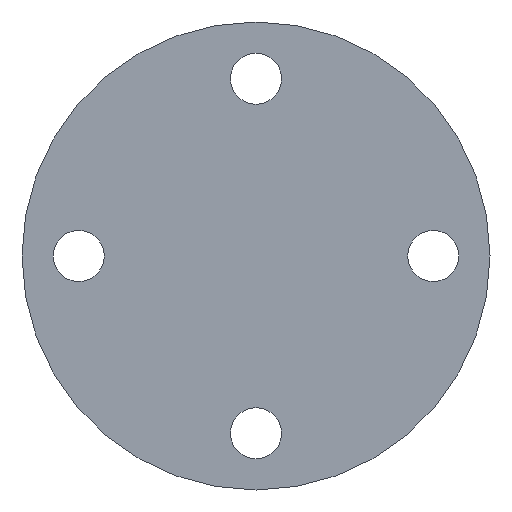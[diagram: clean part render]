
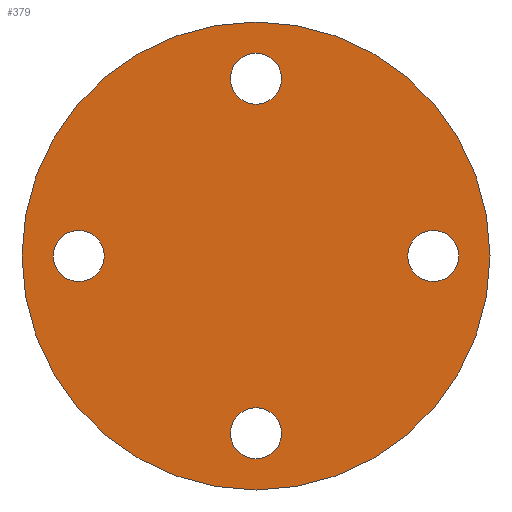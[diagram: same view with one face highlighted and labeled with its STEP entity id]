
A CAD part, front view. The second image highlights one B-rep face of the part: STEP entity #379.
In plain terms, the highlighted planar face has unit normal (0, -1, 0).
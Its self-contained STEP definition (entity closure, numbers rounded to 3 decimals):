
#8 = FACE_BOUND ( 'NONE', #230, .T. ) ;
#13 = FACE_BOUND ( 'NONE', #325, .T. ) ;
#18 = VERTEX_POINT ( 'NONE', #569 ) ;
#19 = DIRECTION ( 'NONE',  ( 0., 1., 0. ) ) ;
#25 = AXIS2_PLACEMENT_3D ( 'NONE', #73, #218, #130 ) ;
#26 = DIRECTION ( 'NONE',  ( 0., 0., 1. ) ) ;
#27 = CARTESIAN_POINT ( 'NONE',  ( 62.5, 0., 0. ) ) ;
#28 = CARTESIAN_POINT ( 'NONE',  ( 0., 0., -71.5 ) ) ;
#30 = CARTESIAN_POINT ( 'NONE',  ( -62.5, 0., 9. ) ) ;
#46 = AXIS2_PLACEMENT_3D ( 'NONE', #27, #413, #516 ) ;
#58 = DIRECTION ( 'NONE',  ( 0., 0., 1. ) ) ;
#60 = DIRECTION ( 'NONE',  ( 0., 1., 0. ) ) ;
#65 = VERTEX_POINT ( 'NONE', #30 ) ;
#67 = ORIENTED_EDGE ( 'NONE', *, *, #624, .F. ) ;
#69 = VERTEX_POINT ( 'NONE', #369 ) ;
#70 = CARTESIAN_POINT ( 'NONE',  ( 0., 0., 62.5 ) ) ;
#73 = CARTESIAN_POINT ( 'NONE',  ( 0., 0., 0. ) ) ;
#86 = DIRECTION ( 'NONE',  ( 0., 0., 1. ) ) ;
#89 = EDGE_CURVE ( 'NONE', #18, #542, #303, .T. ) ;
#103 = EDGE_LOOP ( 'NONE', ( #570, #281 ) ) ;
#111 = CARTESIAN_POINT ( 'NONE',  ( 0., 0., 62.5 ) ) ;
#130 = DIRECTION ( 'NONE',  ( 0., 0., 1. ) ) ;
#131 = ORIENTED_EDGE ( 'NONE', *, *, #475, .T. ) ;
#133 = EDGE_CURVE ( 'NONE', #488, #476, #593, .T. ) ;
#149 = CIRCLE ( 'NONE', #502, 82.5 ) ;
#159 = ORIENTED_EDGE ( 'NONE', *, *, #547, .T. ) ;
#169 = CIRCLE ( 'NONE', #324, 9. ) ;
#199 = DIRECTION ( 'NONE',  ( 0., 1., 0. ) ) ;
#202 = CIRCLE ( 'NONE', #543, 9. ) ;
#208 = ORIENTED_EDGE ( 'NONE', *, *, #89, .F. ) ;
#209 = CARTESIAN_POINT ( 'NONE',  ( 62.5, 0., -9. ) ) ;
#210 = EDGE_CURVE ( 'NONE', #476, #488, #202, .T. ) ;
#212 = PLANE ( 'NONE',  #432 ) ;
#218 = DIRECTION ( 'NONE',  ( 0., 1., 0. ) ) ;
#227 = CARTESIAN_POINT ( 'NONE',  ( -62.5, 0., -9. ) ) ;
#230 = EDGE_LOOP ( 'NONE', ( #283, #262 ) ) ;
#231 = DIRECTION ( 'NONE',  ( 0., 0., 1. ) ) ;
#235 = AXIS2_PLACEMENT_3D ( 'NONE', #456, #617, #231 ) ;
#237 = DIRECTION ( 'NONE',  ( 0., 1., 0. ) ) ;
#246 = CARTESIAN_POINT ( 'NONE',  ( 62.5, 0., 0. ) ) ;
#256 = FACE_OUTER_BOUND ( 'NONE', #320, .T. ) ;
#258 = DIRECTION ( 'NONE',  ( 0., 0., 1. ) ) ;
#260 = DIRECTION ( 'NONE',  ( 0., 1., 0. ) ) ;
#262 = ORIENTED_EDGE ( 'NONE', *, *, #312, .T. ) ;
#273 = CIRCLE ( 'NONE', #626, 9. ) ;
#278 = DIRECTION ( 'NONE',  ( 0., 1., 0. ) ) ;
#281 = ORIENTED_EDGE ( 'NONE', *, *, #210, .T. ) ;
#282 = CARTESIAN_POINT ( 'NONE',  ( 0., 0., -62.5 ) ) ;
#283 = ORIENTED_EDGE ( 'NONE', *, *, #586, .T. ) ;
#297 = DIRECTION ( 'NONE',  ( 0., 0., 1. ) ) ;
#303 = CIRCLE ( 'NONE', #25, 82.5 ) ;
#308 = CARTESIAN_POINT ( 'NONE',  ( 62.5, 0., 9. ) ) ;
#312 = EDGE_CURVE ( 'NONE', #564, #65, #523, .T. ) ;
#320 = EDGE_LOOP ( 'NONE', ( #67, #208 ) ) ;
#324 = AXIS2_PLACEMENT_3D ( 'NONE', #111, #260, #258 ) ;
#325 = EDGE_LOOP ( 'NONE', ( #375, #466 ) ) ;
#326 = CARTESIAN_POINT ( 'NONE',  ( 0., 0., 53.5 ) ) ;
#351 = EDGE_CURVE ( 'NONE', #540, #355, #273, .T. ) ;
#355 = VERTEX_POINT ( 'NONE', #478 ) ;
#369 = CARTESIAN_POINT ( 'NONE',  ( 0., 0., 71.5 ) ) ;
#374 = AXIS2_PLACEMENT_3D ( 'NONE', #70, #19, #26 ) ;
#375 = ORIENTED_EDGE ( 'NONE', *, *, #469, .T. ) ;
#379 = ADVANCED_FACE ( 'NONE', ( #529, #587, #8, #13, #256 ), #212, .F. ) ;
#380 = DIRECTION ( 'NONE',  ( 0., 0., 1. ) ) ;
#411 = DIRECTION ( 'NONE',  ( 0., 0., 1. ) ) ;
#412 = AXIS2_PLACEMENT_3D ( 'NONE', #446, #60, #58 ) ;
#413 = DIRECTION ( 'NONE',  ( 0., 1., 0. ) ) ;
#432 = AXIS2_PLACEMENT_3D ( 'NONE', #494, #537, #297 ) ;
#446 = CARTESIAN_POINT ( 'NONE',  ( 0., 0., -62.5 ) ) ;
#456 = CARTESIAN_POINT ( 'NONE',  ( -62.5, 0., 0. ) ) ;
#459 = AXIS2_PLACEMENT_3D ( 'NONE', #472, #481, #380 ) ;
#460 = CARTESIAN_POINT ( 'NONE',  ( 0., 0., -82.5 ) ) ;
#466 = ORIENTED_EDGE ( 'NONE', *, *, #351, .T. ) ;
#469 = EDGE_CURVE ( 'NONE', #355, #540, #594, .T. ) ;
#472 = CARTESIAN_POINT ( 'NONE',  ( -62.5, 0., 0. ) ) ;
#475 = EDGE_CURVE ( 'NONE', #619, #69, #169, .T. ) ;
#476 = VERTEX_POINT ( 'NONE', #209 ) ;
#478 = CARTESIAN_POINT ( 'NONE',  ( 0., 0., -53.5 ) ) ;
#481 = DIRECTION ( 'NONE',  ( 0., 1., 0. ) ) ;
#488 = VERTEX_POINT ( 'NONE', #308 ) ;
#494 = CARTESIAN_POINT ( 'NONE',  ( 0., 0., 0. ) ) ;
#502 = AXIS2_PLACEMENT_3D ( 'NONE', #514, #278, #411 ) ;
#514 = CARTESIAN_POINT ( 'NONE',  ( 0., 0., 0. ) ) ;
#516 = DIRECTION ( 'NONE',  ( 0., 0., 1. ) ) ;
#523 = CIRCLE ( 'NONE', #459, 9. ) ;
#529 = FACE_BOUND ( 'NONE', #103, .T. ) ;
#535 = CIRCLE ( 'NONE', #235, 9. ) ;
#537 = DIRECTION ( 'NONE',  ( 0., 1., 0. ) ) ;
#540 = VERTEX_POINT ( 'NONE', #28 ) ;
#542 = VERTEX_POINT ( 'NONE', #460 ) ;
#543 = AXIS2_PLACEMENT_3D ( 'NONE', #246, #199, #631 ) ;
#546 = EDGE_LOOP ( 'NONE', ( #159, #131 ) ) ;
#547 = EDGE_CURVE ( 'NONE', #69, #619, #605, .T. ) ;
#564 = VERTEX_POINT ( 'NONE', #227 ) ;
#569 = CARTESIAN_POINT ( 'NONE',  ( 0., 0., 82.5 ) ) ;
#570 = ORIENTED_EDGE ( 'NONE', *, *, #133, .T. ) ;
#586 = EDGE_CURVE ( 'NONE', #65, #564, #535, .T. ) ;
#587 = FACE_BOUND ( 'NONE', #546, .T. ) ;
#593 = CIRCLE ( 'NONE', #46, 9. ) ;
#594 = CIRCLE ( 'NONE', #412, 9. ) ;
#605 = CIRCLE ( 'NONE', #374, 9. ) ;
#617 = DIRECTION ( 'NONE',  ( 0., 1., 0. ) ) ;
#619 = VERTEX_POINT ( 'NONE', #326 ) ;
#624 = EDGE_CURVE ( 'NONE', #542, #18, #149, .T. ) ;
#626 = AXIS2_PLACEMENT_3D ( 'NONE', #282, #237, #86 ) ;
#631 = DIRECTION ( 'NONE',  ( 0., 0., 1. ) ) ;
